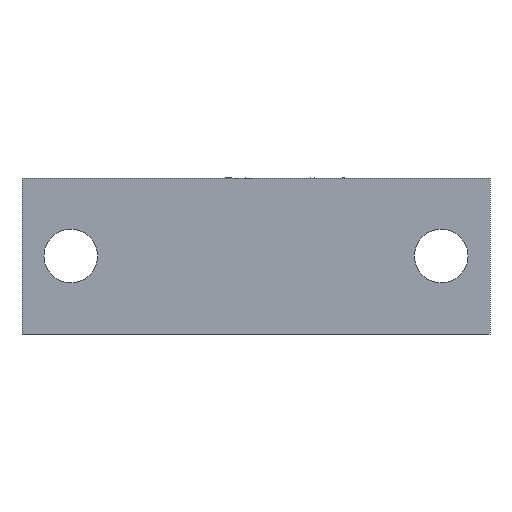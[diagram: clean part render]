
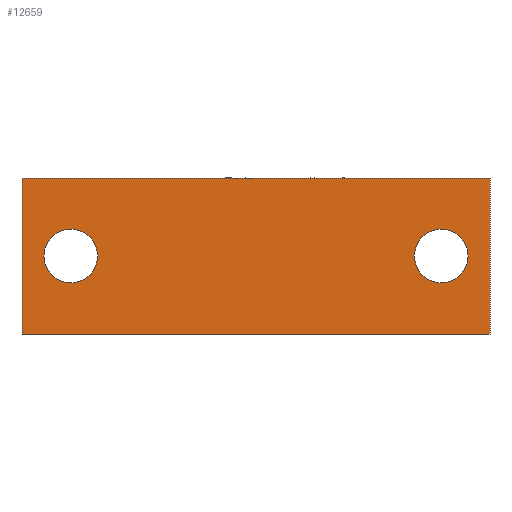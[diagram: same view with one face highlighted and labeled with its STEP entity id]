
A CAD part, front view. The second image highlights one B-rep face of the part: STEP entity #12659.
In plain terms, the highlighted planar face has unit normal (0, -1, 0).
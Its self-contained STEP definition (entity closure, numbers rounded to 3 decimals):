
#114 = ORIENTED_EDGE ( 'NONE', *, *, #7328, .T. ) ;
#145 = EDGE_CURVE ( 'NONE', #4739, #6782, #800, .T. ) ;
#163 = CARTESIAN_POINT ( 'NONE',  ( -19., 0., 0. ) ) ;
#387 = ORIENTED_EDGE ( 'NONE', *, *, #6598, .T. ) ;
#620 = CARTESIAN_POINT ( 'NONE',  ( 24., 0., -8. ) ) ;
#800 = CIRCLE ( 'NONE', #6802, 2.75 ) ;
#1204 = CARTESIAN_POINT ( 'NONE',  ( -21.75, 0., 0. ) ) ;
#1431 = PLANE ( 'NONE',  #9769 ) ;
#1728 = ORIENTED_EDGE ( 'NONE', *, *, #3557, .T. ) ;
#1905 = EDGE_CURVE ( 'NONE', #4857, #4336, #9942, .T. ) ;
#1911 = DIRECTION ( 'NONE',  ( -1., 0., 0. ) ) ;
#2090 = AXIS2_PLACEMENT_3D ( 'NONE', #9895, #12153, #8920 ) ;
#2218 = ORIENTED_EDGE ( 'NONE', *, *, #1905, .F. ) ;
#2773 = FACE_OUTER_BOUND ( 'NONE', #3426, .T. ) ;
#2820 = ORIENTED_EDGE ( 'NONE', *, *, #4493, .T. ) ;
#3293 = EDGE_CURVE ( 'NONE', #13854, #4857, #3898, .T. ) ;
#3411 = ORIENTED_EDGE ( 'NONE', *, *, #3293, .F. ) ;
#3426 = EDGE_LOOP ( 'NONE', ( #2820, #2218, #3411, #114 ) ) ;
#3524 = CARTESIAN_POINT ( 'NONE',  ( 21.75, 0., 0. ) ) ;
#3557 = EDGE_CURVE ( 'NONE', #12229, #4840, #7473, .T. ) ;
#3610 = ORIENTED_EDGE ( 'NONE', *, *, #145, .T. ) ;
#3757 = DIRECTION ( 'NONE',  ( 0., 0., 1. ) ) ;
#3758 = CIRCLE ( 'NONE', #5432, 2.75 ) ;
#3871 = VECTOR ( 'NONE', #8820, 1000. ) ;
#3898 = LINE ( 'NONE', #8479, #11799 ) ;
#4170 = DIRECTION ( 'NONE',  ( 1., 0., 0. ) ) ;
#4232 = CARTESIAN_POINT ( 'NONE',  ( 24., 0., 8. ) ) ;
#4336 = VERTEX_POINT ( 'NONE', #5750 ) ;
#4459 = CARTESIAN_POINT ( 'NONE',  ( -24., 0., -8. ) ) ;
#4493 = EDGE_CURVE ( 'NONE', #13921, #4336, #8758, .T. ) ;
#4610 = CARTESIAN_POINT ( 'NONE',  ( -24., 0., 8. ) ) ;
#4739 = VERTEX_POINT ( 'NONE', #1204 ) ;
#4821 = DIRECTION ( 'NONE',  ( -1., 0., 0. ) ) ;
#4840 = VERTEX_POINT ( 'NONE', #10803 ) ;
#4857 = VERTEX_POINT ( 'NONE', #10659 ) ;
#5276 = CARTESIAN_POINT ( 'NONE',  ( -19., 0., 0. ) ) ;
#5432 = AXIS2_PLACEMENT_3D ( 'NONE', #5276, #9875, #1911 ) ;
#5750 = CARTESIAN_POINT ( 'NONE',  ( 24., 0., -8. ) ) ;
#5798 = EDGE_LOOP ( 'NONE', ( #387, #1728 ) ) ;
#5943 = DIRECTION ( 'NONE',  ( 0., 1., 0. ) ) ;
#5963 = CARTESIAN_POINT ( 'NONE',  ( -16.25, 0., 0. ) ) ;
#6598 = EDGE_CURVE ( 'NONE', #4840, #12229, #8808, .T. ) ;
#6759 = AXIS2_PLACEMENT_3D ( 'NONE', #7318, #10776, #9428 ) ;
#6782 = VERTEX_POINT ( 'NONE', #5963 ) ;
#6802 = AXIS2_PLACEMENT_3D ( 'NONE', #163, #5943, #4821 ) ;
#6960 = EDGE_CURVE ( 'NONE', #6782, #4739, #3758, .T. ) ;
#7022 = EDGE_LOOP ( 'NONE', ( #3610, #8357 ) ) ;
#7318 = CARTESIAN_POINT ( 'NONE',  ( 19., 0., 0. ) ) ;
#7328 = EDGE_CURVE ( 'NONE', #13854, #13921, #13287, .T. ) ;
#7473 = CIRCLE ( 'NONE', #6759, 2.75 ) ;
#7489 = DIRECTION ( 'NONE',  ( 0., 0., -1. ) ) ;
#8195 = DIRECTION ( 'NONE',  ( 0., 1., 0. ) ) ;
#8357 = ORIENTED_EDGE ( 'NONE', *, *, #6960, .T. ) ;
#8479 = CARTESIAN_POINT ( 'NONE',  ( 24., 0., 8. ) ) ;
#8758 = LINE ( 'NONE', #620, #11898 ) ;
#8808 = CIRCLE ( 'NONE', #2090, 2.75 ) ;
#8820 = DIRECTION ( 'NONE',  ( 0., 0., -1. ) ) ;
#8920 = DIRECTION ( 'NONE',  ( 1., 0., 0. ) ) ;
#9080 = DIRECTION ( 'NONE',  ( 1., 0., 0. ) ) ;
#9287 = VECTOR ( 'NONE', #7489, 1000. ) ;
#9428 = DIRECTION ( 'NONE',  ( 1., 0., 0. ) ) ;
#9769 = AXIS2_PLACEMENT_3D ( 'NONE', #12934, #8195, #3757 ) ;
#9875 = DIRECTION ( 'NONE',  ( 0., 1., 0. ) ) ;
#9895 = CARTESIAN_POINT ( 'NONE',  ( 19., 0., 0. ) ) ;
#9942 = LINE ( 'NONE', #4232, #3871 ) ;
#10651 = CARTESIAN_POINT ( 'NONE',  ( -24., 0., 8. ) ) ;
#10659 = CARTESIAN_POINT ( 'NONE',  ( 24., 0., 8. ) ) ;
#10776 = DIRECTION ( 'NONE',  ( 0., 1., 0. ) ) ;
#10803 = CARTESIAN_POINT ( 'NONE',  ( 16.25, 0., 0. ) ) ;
#11723 = FACE_BOUND ( 'NONE', #5798, .T. ) ;
#11799 = VECTOR ( 'NONE', #9080, 1000. ) ;
#11898 = VECTOR ( 'NONE', #4170, 1000. ) ;
#12153 = DIRECTION ( 'NONE',  ( 0., 1., 0. ) ) ;
#12229 = VERTEX_POINT ( 'NONE', #3524 ) ;
#12659 = ADVANCED_FACE ( 'NONE', ( #13079, #11723, #2773 ), #1431, .F. ) ;
#12934 = CARTESIAN_POINT ( 'NONE',  ( 24., 0., 8. ) ) ;
#13079 = FACE_BOUND ( 'NONE', #7022, .T. ) ;
#13287 = LINE ( 'NONE', #10651, #9287 ) ;
#13854 = VERTEX_POINT ( 'NONE', #4610 ) ;
#13921 = VERTEX_POINT ( 'NONE', #4459 ) ;
